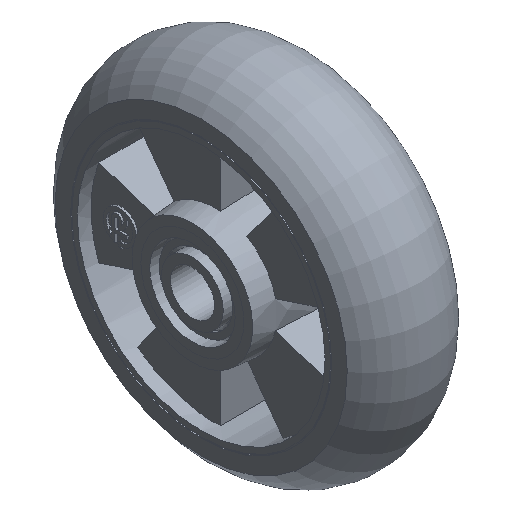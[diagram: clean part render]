
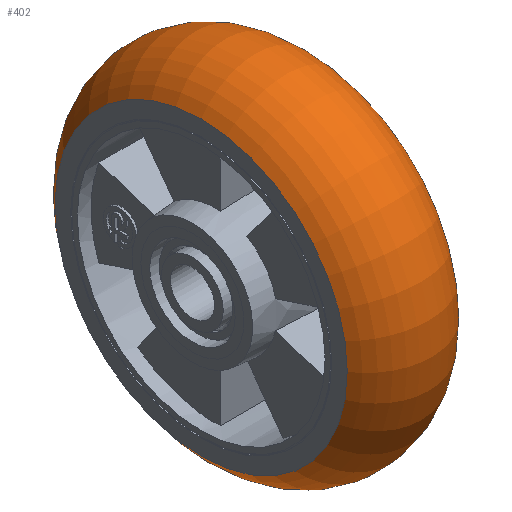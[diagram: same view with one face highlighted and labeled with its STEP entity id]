
A CAD part, isometric view. The second image highlights one B-rep face of the part: STEP entity #402.
In plain terms, the highlighted toroidal (fillet/blend) face has major radius 50 mm and minor radius 30 mm.
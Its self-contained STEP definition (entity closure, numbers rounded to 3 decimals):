
#402 = ADVANCED_FACE( '', ( #809, #810, #811 ), #812, .T. );
#809 = FACE_BOUND( '', #1276, .T. );
#810 = FACE_OUTER_BOUND( '', #1277, .T. );
#811 = FACE_OUTER_BOUND( '', #1278, .T. );
#812 = TOROIDAL_SURFACE( '', #1279, 50., 30. );
#1276 = VERTEX_LOOP( '', #2138 );
#1277 = EDGE_LOOP( '', ( #2139 ) );
#1278 = EDGE_LOOP( '', ( #2140 ) );
#1279 = AXIS2_PLACEMENT_3D( '', #2141, #2142, #2143 );
#2138 = VERTEX_POINT( '', #2609 );
#2139 = ORIENTED_EDGE( '', *, *, #2461, .T. );
#2140 = ORIENTED_EDGE( '', *, *, #2516, .F. );
#2141 = CARTESIAN_POINT( '', ( 0., 0., 0. ) );
#2142 = DIRECTION( '', ( 0., 0., 1. ) );
#2143 = DIRECTION( '', ( 1., 0., 0. ) );
#2461 = EDGE_CURVE( '', #2947, #2947, #2948, .T. );
#2516 = EDGE_CURVE( '', #3031, #3031, #3032, .T. );
#2609 = CARTESIAN_POINT( '', ( 80., 0., 0. ) );
#2947 = VERTEX_POINT( '', #3596 );
#2948 = CIRCLE( '', #3597, 66.583 );
#3031 = VERTEX_POINT( '', #3720 );
#3032 = CIRCLE( '', #3721, 66.583 );
#3596 = CARTESIAN_POINT( '', ( 66.583, 0., -25. ) );
#3597 = AXIS2_PLACEMENT_3D( '', #4137, #4138, #4139 );
#3720 = CARTESIAN_POINT( '', ( 66.583, 0., 25. ) );
#3721 = AXIS2_PLACEMENT_3D( '', #4207, #4208, #4209 );
#4137 = CARTESIAN_POINT( '', ( 0., 0., -25. ) );
#4138 = DIRECTION( '', ( 0., 0., 1. ) );
#4139 = DIRECTION( '', ( 1., 0., 0. ) );
#4207 = CARTESIAN_POINT( '', ( 0., 0., 25. ) );
#4208 = DIRECTION( '', ( 0., 0., 1. ) );
#4209 = DIRECTION( '', ( 1., 0., 0. ) );
